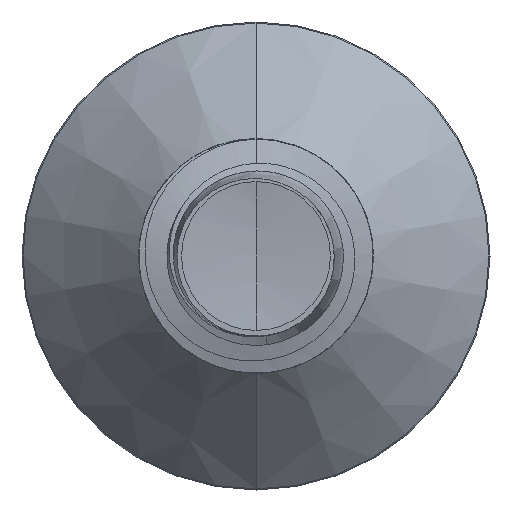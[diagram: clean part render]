
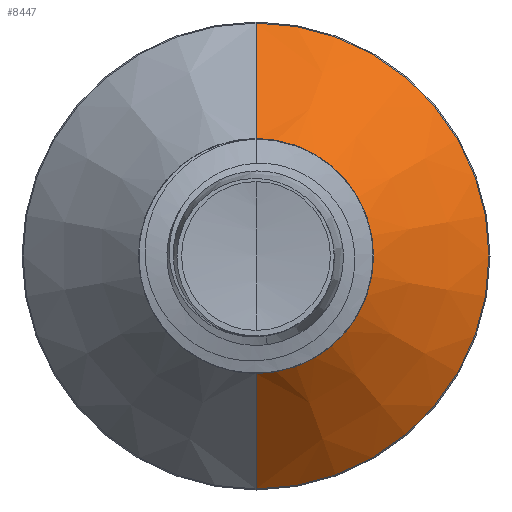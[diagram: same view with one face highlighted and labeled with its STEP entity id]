
A CAD part, front view. The second image highlights one B-rep face of the part: STEP entity #8447.
In plain terms, the highlighted conical face has half-angle 45 degrees and reference radius 1.256 mm.
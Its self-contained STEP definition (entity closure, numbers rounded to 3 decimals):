
#50 = CIRCLE ( 'NONE', #1616, 1.256 ) ;
#121 = DIRECTION ( 'NONE',  ( 0., 0.707, 0.707 ) ) ;
#162 = CARTESIAN_POINT ( 'NONE',  ( 0., 3.706, 1.256 ) ) ;
#183 = AXIS2_PLACEMENT_3D ( 'NONE', #9605, #10773, #13980 ) ;
#643 = CARTESIAN_POINT ( 'NONE',  ( 0., 4.939, 2.489 ) ) ;
#1117 = VECTOR ( 'NONE', #7834, 1000. ) ;
#1408 = VECTOR ( 'NONE', #121, 1000. ) ;
#1616 = AXIS2_PLACEMENT_3D ( 'NONE', #11976, #4910, #13030 ) ;
#2316 = LINE ( 'NONE', #162, #1408 ) ;
#2720 = FACE_OUTER_BOUND ( 'NONE', #14238, .T. ) ;
#3151 = EDGE_CURVE ( 'NONE', #4450, #7369, #3785, .T. ) ;
#3785 = CIRCLE ( 'NONE', #11785, 2.489 ) ;
#4450 = VERTEX_POINT ( 'NONE', #643 ) ;
#4468 = EDGE_CURVE ( 'NONE', #6815, #4450, #2316, .T. ) ;
#4640 = LINE ( 'NONE', #14545, #1117 ) ;
#4910 = DIRECTION ( 'NONE',  ( 0., 1., 0. ) ) ;
#5254 = EDGE_CURVE ( 'NONE', #6815, #12779, #50, .T. ) ;
#6530 = DIRECTION ( 'NONE',  ( 0., 0., 1. ) ) ;
#6533 = DIRECTION ( 'NONE',  ( 0., 1., 0. ) ) ;
#6550 = CARTESIAN_POINT ( 'NONE',  ( 0., 4.939, 0. ) ) ;
#6815 = VERTEX_POINT ( 'NONE', #11941 ) ;
#7369 = VERTEX_POINT ( 'NONE', #14664 ) ;
#7834 = DIRECTION ( 'NONE',  ( 0., 0.707, -0.707 ) ) ;
#8447 = ADVANCED_FACE ( 'NONE', ( #2720 ), #11498, .T. ) ;
#9100 = EDGE_CURVE ( 'NONE', #12779, #7369, #4640, .T. ) ;
#9595 = ORIENTED_EDGE ( 'NONE', *, *, #9100, .T. ) ;
#9605 = CARTESIAN_POINT ( 'NONE',  ( 0., 3.706, 0. ) ) ;
#9959 = ORIENTED_EDGE ( 'NONE', *, *, #3151, .F. ) ;
#10538 = CARTESIAN_POINT ( 'NONE',  ( 0., 3.706, -1.256 ) ) ;
#10773 = DIRECTION ( 'NONE',  ( 0., 1., 0. ) ) ;
#11498 = CONICAL_SURFACE ( 'NONE', #183, 1.256, 0.785 ) ;
#11785 = AXIS2_PLACEMENT_3D ( 'NONE', #6550, #6533, #6530 ) ;
#11941 = CARTESIAN_POINT ( 'NONE',  ( 0., 3.706, 1.256 ) ) ;
#11976 = CARTESIAN_POINT ( 'NONE',  ( 0., 3.706, 0. ) ) ;
#12779 = VERTEX_POINT ( 'NONE', #10538 ) ;
#13030 = DIRECTION ( 'NONE',  ( 0., 0., 1. ) ) ;
#13980 = DIRECTION ( 'NONE',  ( 0., 0., 1. ) ) ;
#14238 = EDGE_LOOP ( 'NONE', ( #15135, #9595, #9959, #14768 ) ) ;
#14545 = CARTESIAN_POINT ( 'NONE',  ( 0., 3.706, -1.256 ) ) ;
#14664 = CARTESIAN_POINT ( 'NONE',  ( 0., 4.939, -2.489 ) ) ;
#14768 = ORIENTED_EDGE ( 'NONE', *, *, #4468, .F. ) ;
#15135 = ORIENTED_EDGE ( 'NONE', *, *, #5254, .T. ) ;
